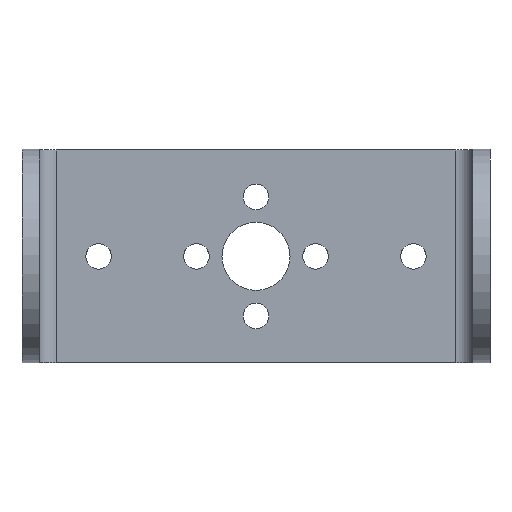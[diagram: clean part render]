
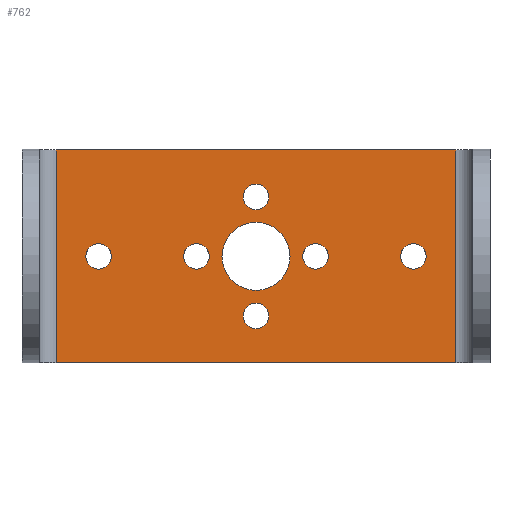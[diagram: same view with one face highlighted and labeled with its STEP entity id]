
A CAD part, top view. The second image highlights one B-rep face of the part: STEP entity #762.
In plain terms, the highlighted planar face has unit normal (0, 0, 1).
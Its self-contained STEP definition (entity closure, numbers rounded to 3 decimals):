
#38=PLANE('',#862);
#59=LINE('',#1229,#91);
#66=LINE('',#1251,#98);
#68=LINE('',#1255,#100);
#70=LINE('',#1273,#102);
#91=VECTOR('',#1011,10.);
#98=VECTOR('',#1038,10.);
#100=VECTOR('',#1044,10.);
#102=VECTOR('',#1064,10.);
#159=FACE_BOUND('',#308,.T.);
#160=FACE_BOUND('',#309,.T.);
#161=FACE_BOUND('',#310,.T.);
#162=FACE_BOUND('',#311,.T.);
#163=FACE_BOUND('',#312,.T.);
#164=FACE_BOUND('',#313,.T.);
#165=FACE_BOUND('',#314,.T.);
#208=FACE_OUTER_BOUND('',#307,.T.);
#307=EDGE_LOOP('',(#682,#683,#684,#685));
#308=EDGE_LOOP('',(#686));
#309=EDGE_LOOP('',(#687));
#310=EDGE_LOOP('',(#688));
#311=EDGE_LOOP('',(#689));
#312=EDGE_LOOP('',(#690));
#313=EDGE_LOOP('',(#691));
#314=EDGE_LOOP('',(#692));
#362=CIRCLE('',#849,4.);
#363=CIRCLE('',#851,1.5);
#364=CIRCLE('',#853,1.5);
#365=CIRCLE('',#855,1.5);
#366=CIRCLE('',#857,1.5);
#367=CIRCLE('',#859,1.5);
#368=CIRCLE('',#861,1.5);
#414=VERTEX_POINT('',#1221);
#415=VERTEX_POINT('',#1225);
#419=VERTEX_POINT('',#1241);
#420=VERTEX_POINT('',#1245);
#428=VERTEX_POINT('',#1275);
#429=VERTEX_POINT('',#1278);
#430=VERTEX_POINT('',#1281);
#431=VERTEX_POINT('',#1284);
#432=VERTEX_POINT('',#1287);
#433=VERTEX_POINT('',#1290);
#434=VERTEX_POINT('',#1293);
#491=EDGE_CURVE('',#414,#415,#59,.T.);
#502=EDGE_CURVE('',#419,#420,#66,.T.);
#504=EDGE_CURVE('',#420,#414,#68,.T.);
#513=EDGE_CURVE('',#415,#419,#70,.T.);
#514=EDGE_CURVE('',#428,#428,#362,.T.);
#515=EDGE_CURVE('',#429,#429,#363,.T.);
#516=EDGE_CURVE('',#430,#430,#364,.T.);
#517=EDGE_CURVE('',#431,#431,#365,.T.);
#518=EDGE_CURVE('',#432,#432,#366,.T.);
#519=EDGE_CURVE('',#433,#433,#367,.T.);
#520=EDGE_CURVE('',#434,#434,#368,.T.);
#682=ORIENTED_EDGE('',*,*,#502,.T.);
#683=ORIENTED_EDGE('',*,*,#504,.T.);
#684=ORIENTED_EDGE('',*,*,#491,.T.);
#685=ORIENTED_EDGE('',*,*,#513,.T.);
#686=ORIENTED_EDGE('',*,*,#520,.T.);
#687=ORIENTED_EDGE('',*,*,#519,.T.);
#688=ORIENTED_EDGE('',*,*,#518,.T.);
#689=ORIENTED_EDGE('',*,*,#517,.T.);
#690=ORIENTED_EDGE('',*,*,#516,.T.);
#691=ORIENTED_EDGE('',*,*,#515,.T.);
#692=ORIENTED_EDGE('',*,*,#514,.T.);
#762=ADVANCED_FACE('',(#208,#159,#160,#161,#162,#163,#164,#165),#38,.T.);
#849=AXIS2_PLACEMENT_3D('',#1276,#1067,#1068);
#851=AXIS2_PLACEMENT_3D('',#1279,#1071,#1072);
#853=AXIS2_PLACEMENT_3D('',#1282,#1075,#1076);
#855=AXIS2_PLACEMENT_3D('',#1285,#1079,#1080);
#857=AXIS2_PLACEMENT_3D('',#1288,#1083,#1084);
#859=AXIS2_PLACEMENT_3D('',#1291,#1087,#1088);
#861=AXIS2_PLACEMENT_3D('',#1294,#1091,#1092);
#862=AXIS2_PLACEMENT_3D('',#1295,#1093,#1094);
#1011=DIRECTION('',(0.,1.,0.));
#1038=DIRECTION('',(0.,-1.,0.));
#1044=DIRECTION('',(1.,0.,0.));
#1064=DIRECTION('',(-1.,0.,0.));
#1067=DIRECTION('center_axis',(0.,0.,-1.));
#1068=DIRECTION('ref_axis',(1.,0.,0.));
#1071=DIRECTION('center_axis',(0.,0.,-1.));
#1072=DIRECTION('ref_axis',(1.,0.,0.));
#1075=DIRECTION('center_axis',(0.,0.,-1.));
#1076=DIRECTION('ref_axis',(1.,0.,0.));
#1079=DIRECTION('center_axis',(0.,0.,-1.));
#1080=DIRECTION('ref_axis',(1.,0.,0.));
#1083=DIRECTION('center_axis',(0.,0.,-1.));
#1084=DIRECTION('ref_axis',(1.,0.,0.));
#1087=DIRECTION('center_axis',(0.,0.,-1.));
#1088=DIRECTION('ref_axis',(1.,0.,0.));
#1091=DIRECTION('center_axis',(0.,0.,-1.));
#1092=DIRECTION('ref_axis',(1.,0.,0.));
#1093=DIRECTION('center_axis',(0.,0.,1.));
#1094=DIRECTION('ref_axis',(1.,0.,0.));
#1221=CARTESIAN_POINT('',(23.5,-12.5,2.));
#1225=CARTESIAN_POINT('',(23.5,12.5,2.));
#1229=CARTESIAN_POINT('',(23.5,-6.25,2.));
#1241=CARTESIAN_POINT('',(-23.5,12.5,2.));
#1245=CARTESIAN_POINT('',(-23.5,-12.5,2.));
#1251=CARTESIAN_POINT('',(-23.5,6.25,2.));
#1255=CARTESIAN_POINT('',(-27.5,-12.5,2.));
#1273=CARTESIAN_POINT('',(27.5,12.5,2.));
#1275=CARTESIAN_POINT('',(-4.,0.,2.));
#1276=CARTESIAN_POINT('Origin',(0.,0.,2.));
#1278=CARTESIAN_POINT('',(-1.5,7.,2.));
#1279=CARTESIAN_POINT('Origin',(0.,7.,2.));
#1281=CARTESIAN_POINT('',(-8.5,0.,2.));
#1282=CARTESIAN_POINT('Origin',(-7.,0.,2.));
#1284=CARTESIAN_POINT('',(-1.5,-7.,2.));
#1285=CARTESIAN_POINT('Origin',(0.,-7.,2.));
#1287=CARTESIAN_POINT('',(5.5,0.,2.));
#1288=CARTESIAN_POINT('Origin',(7.,0.,2.));
#1290=CARTESIAN_POINT('',(-20.,0.,2.));
#1291=CARTESIAN_POINT('Origin',(-18.5,0.,2.));
#1293=CARTESIAN_POINT('',(17.,0.,2.));
#1294=CARTESIAN_POINT('Origin',(18.5,0.,2.));
#1295=CARTESIAN_POINT('Origin',(0.,0.,2.));
